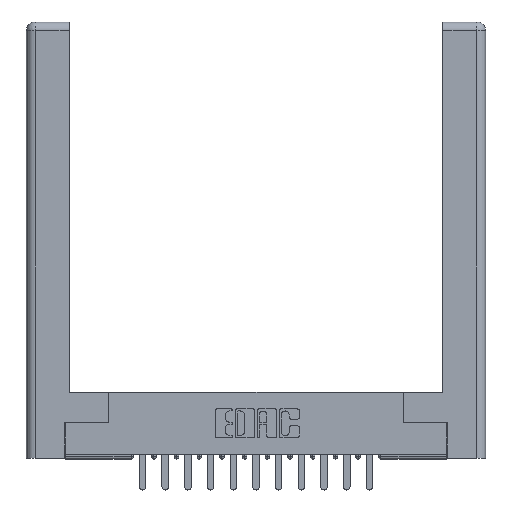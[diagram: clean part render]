
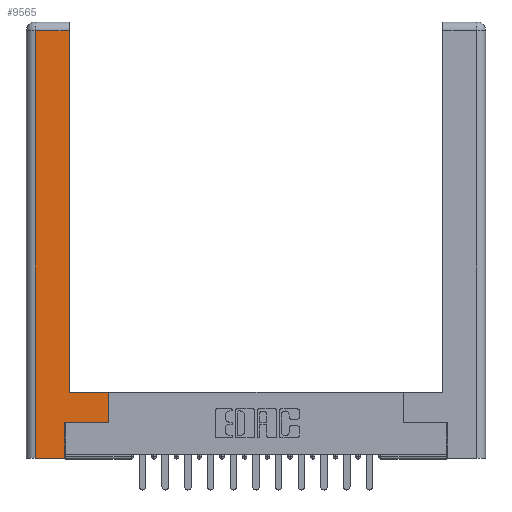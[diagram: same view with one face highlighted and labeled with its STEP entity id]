
A CAD part, top view. The second image highlights one B-rep face of the part: STEP entity #9565.
In plain terms, the highlighted planar face has unit normal (0, 0, 1).
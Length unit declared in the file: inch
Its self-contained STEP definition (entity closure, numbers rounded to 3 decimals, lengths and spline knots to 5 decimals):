
#275 = DIRECTION ( 'NONE',  ( 0., 1., 0. ) ) ;
#334 = CARTESIAN_POINT ( 'NONE',  ( 0.565, 0.45, 0. ) ) ;
#348 = VECTOR ( 'NONE', #3022, 39.37008 ) ;
#1306 = CARTESIAN_POINT ( 'NONE',  ( 0.295, 0.45, 0. ) ) ;
#1314 = CARTESIAN_POINT ( 'NONE',  ( 0.265, 0.245, 0. ) ) ;
#1352 = EDGE_CURVE ( 'NONE', #2376, #8395, #11869, .T. ) ;
#1399 = EDGE_CURVE ( 'NONE', #18151, #15433, #14938, .T. ) ;
#1521 = VERTEX_POINT ( 'NONE', #6031 ) ;
#2376 = VERTEX_POINT ( 'NONE', #9402 ) ;
#3022 = DIRECTION ( 'NONE',  ( 0., -1., 0. ) ) ;
#3329 = ORIENTED_EDGE ( 'NONE', *, *, #1352, .T. ) ;
#3485 = ORIENTED_EDGE ( 'NONE', *, *, #13152, .T. ) ;
#3706 = VECTOR ( 'NONE', #16188, 39.37008 ) ;
#5138 = CARTESIAN_POINT ( 'NONE',  ( 0.565, 0.45, 0. ) ) ;
#5156 = CARTESIAN_POINT ( 'NONE',  ( 0., 0., 0. ) ) ;
#5601 = VERTEX_POINT ( 'NONE', #6956 ) ;
#5652 = ORIENTED_EDGE ( 'NONE', *, *, #14886, .T. ) ;
#5996 = EDGE_CURVE ( 'NONE', #5601, #11166, #8249, .T. ) ;
#6031 = CARTESIAN_POINT ( 'NONE',  ( 0.0615, 0., 0. ) ) ;
#6278 = ORIENTED_EDGE ( 'NONE', *, *, #6353, .T. ) ;
#6353 = EDGE_CURVE ( 'NONE', #14136, #1521, #11961, .T. ) ;
#6956 = CARTESIAN_POINT ( 'NONE',  ( 0.565, 0.245, 0. ) ) ;
#7464 = ORIENTED_EDGE ( 'NONE', *, *, #1399, .T. ) ;
#7559 = DIRECTION ( 'NONE',  ( 1., 0., 0. ) ) ;
#8136 = VECTOR ( 'NONE', #275, 39.37008 ) ;
#8138 = VECTOR ( 'NONE', #14924, 39.37008 ) ;
#8249 = LINE ( 'NONE', #5138, #11096 ) ;
#8395 = VERTEX_POINT ( 'NONE', #1314 ) ;
#8601 = CARTESIAN_POINT ( 'NONE',  ( 0.265, 0.245, 0. ) ) ;
#8903 = CARTESIAN_POINT ( 'NONE',  ( 0.295, 2.94, 0. ) ) ;
#9096 = EDGE_LOOP ( 'NONE', ( #7464, #5652, #6278, #17942, #3329, #3485, #12142, #15555 ) ) ;
#9269 = CARTESIAN_POINT ( 'NONE',  ( 0.0615, 2.94, 0. ) ) ;
#9402 = CARTESIAN_POINT ( 'NONE',  ( 0.265, 0., 0. ) ) ;
#9565 = ADVANCED_FACE ( 'NONE', ( #17610 ), #13363, .F. ) ;
#9629 = AXIS2_PLACEMENT_3D ( 'NONE', #5156, #10602, #14774 ) ;
#9808 = CARTESIAN_POINT ( 'NONE',  ( 0.0615, 0., 0. ) ) ;
#10009 = DIRECTION ( 'NONE',  ( 0., 1., 0. ) ) ;
#10580 = LINE ( 'NONE', #13086, #13437 ) ;
#10602 = DIRECTION ( 'NONE',  ( 0., 0., -1. ) ) ;
#10844 = EDGE_CURVE ( 'NONE', #11166, #18151, #17955, .T. ) ;
#11096 = VECTOR ( 'NONE', #16288, 39.37008 ) ;
#11166 = VERTEX_POINT ( 'NONE', #334 ) ;
#11869 = LINE ( 'NONE', #8601, #15390 ) ;
#11961 = LINE ( 'NONE', #9808, #348 ) ;
#12142 = ORIENTED_EDGE ( 'NONE', *, *, #5996, .T. ) ;
#12544 = LINE ( 'NONE', #9269, #8138 ) ;
#13021 = CARTESIAN_POINT ( 'NONE',  ( 0.295, 3., 0. ) ) ;
#13086 = CARTESIAN_POINT ( 'NONE',  ( 0.565, 0.245, 0. ) ) ;
#13152 = EDGE_CURVE ( 'NONE', #8395, #5601, #10580, .T. ) ;
#13180 = CARTESIAN_POINT ( 'NONE',  ( 0.265, 0., 0. ) ) ;
#13271 = CARTESIAN_POINT ( 'NONE',  ( 0.295, 0.45, 0. ) ) ;
#13363 = PLANE ( 'NONE',  #9629 ) ;
#13437 = VECTOR ( 'NONE', #7559, 39.37008 ) ;
#14136 = VERTEX_POINT ( 'NONE', #15938 ) ;
#14193 = VECTOR ( 'NONE', #14559, 39.37008 ) ;
#14559 = DIRECTION ( 'NONE',  ( -1., 0., 0. ) ) ;
#14774 = DIRECTION ( 'NONE',  ( -1., 0., 0. ) ) ;
#14886 = EDGE_CURVE ( 'NONE', #15433, #14136, #12544, .T. ) ;
#14924 = DIRECTION ( 'NONE',  ( -1., 0., 0. ) ) ;
#14938 = LINE ( 'NONE', #13021, #8136 ) ;
#15390 = VECTOR ( 'NONE', #10009, 39.37008 ) ;
#15433 = VERTEX_POINT ( 'NONE', #8903 ) ;
#15555 = ORIENTED_EDGE ( 'NONE', *, *, #10844, .T. ) ;
#15938 = CARTESIAN_POINT ( 'NONE',  ( 0.0615, 2.94, 0. ) ) ;
#16081 = EDGE_CURVE ( 'NONE', #1521, #2376, #17761, .T. ) ;
#16188 = DIRECTION ( 'NONE',  ( 1., 0., 0. ) ) ;
#16288 = DIRECTION ( 'NONE',  ( 0., 1., 0. ) ) ;
#17610 = FACE_OUTER_BOUND ( 'NONE', #9096, .T. ) ;
#17761 = LINE ( 'NONE', #13180, #3706 ) ;
#17942 = ORIENTED_EDGE ( 'NONE', *, *, #16081, .T. ) ;
#17955 = LINE ( 'NONE', #1306, #14193 ) ;
#18151 = VERTEX_POINT ( 'NONE', #13271 ) ;
